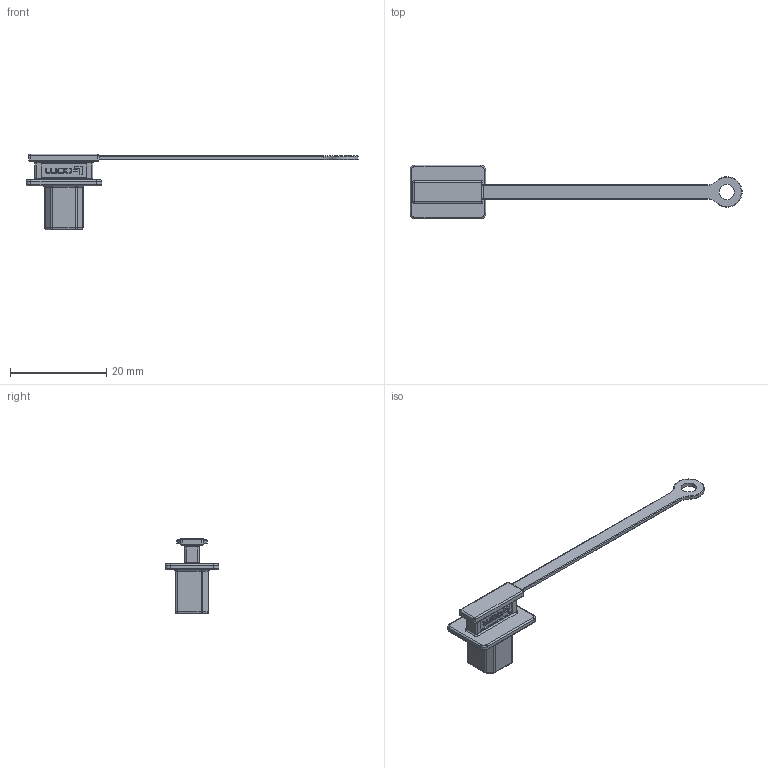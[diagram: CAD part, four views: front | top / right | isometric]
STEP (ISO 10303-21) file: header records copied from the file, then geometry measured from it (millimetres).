
FILE_DESCRIPTION (( 'STEP AP214' ), '1' );
FILE_NAME ('CAP-B-USB-LAN.STEP', '2012-12-04T16:14:57', ( 'x' ), ( '' ), 'SwSTEP 2.0', 'SolidWorks 2012', '' );
FILE_SCHEMA (( 'AUTOMOTIVE_DESIGN' ));
Length unit declared in the file: inch
Products named in the file (1): CAP-B-USB-LAN
Bounding box: 69.14 x 11.18 x 15.75 mm (x, y, z)
Volume: 919.7 mm3; surface area: 1469.8 mm2
Topology: 1 solids, 1 shells, 320 faces, 796 edges, 482 vertices
Faces by surface type: plane 139, cylinder 79, bspline 58, torus 36, sphere 8
Entity records: 9722 total; most frequent: CARTESIAN_POINT 2463, ORIENTED_EDGE 1564, DIRECTION 1378, EDGE_CURVE 782, VERTEX_POINT 482, LINE 480, VECTOR 480, AXIS2_PLACEMENT_3D 449
